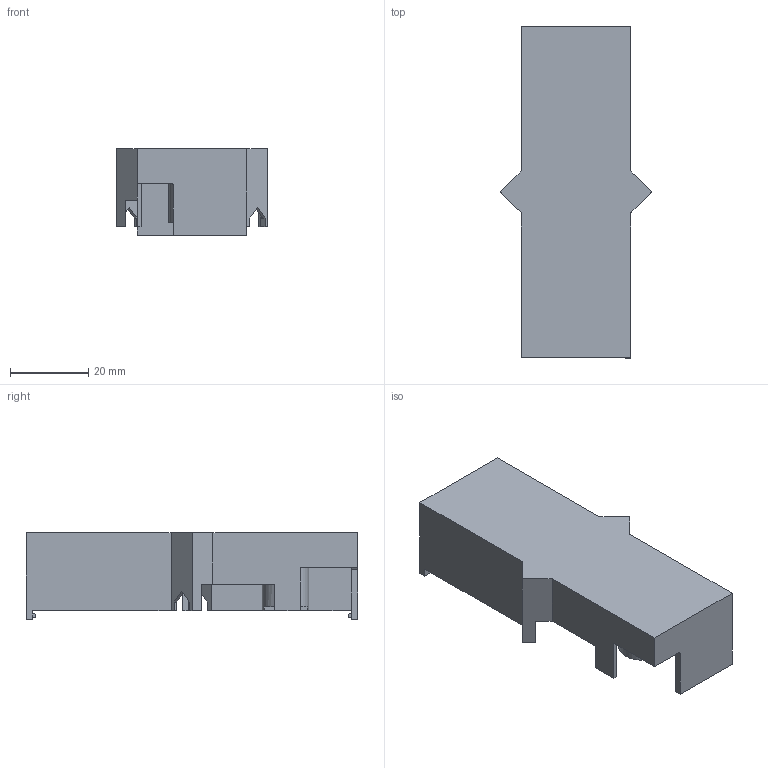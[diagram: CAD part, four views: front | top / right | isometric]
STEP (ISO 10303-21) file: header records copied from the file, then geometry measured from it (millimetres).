
FILE_DESCRIPTION(/* description */ (''),/* implementation_level */ '2;1');
FILE_NAME(/* name */ 'cover_colon_hour_minute.step',/* time_stamp */ '2018-07-13T10:28:03-05:00',/* author */ (''),/* organization */ (''),/* preprocessor_version */ 'ST-DEVELOPER v17',/* originating_system */ 'Autodesk Translation Framework v7.1.0.215',/* authorisation */ '');
FILE_SCHEMA (('AUTOMOTIVE_DESIGN { 1 0 10303 214 3 1 1 }'));
Length unit declared in the file: millimetre
Products named in the file (1): colon
Bounding box: 38.86 x 85.04 x 22.25 mm (x, y, z)
Volume: 9772.3 mm3; surface area: 15366.8 mm2
Topology: 1 solids, 1 shells, 94 faces, 260 edges, 174 vertices
Faces by surface type: plane 81, cylinder 7, torus 6
Full cylindrical faces by diameter (mm): 10 x2, 12 x2
Entity records: 3106 total; most frequent: CARTESIAN_POINT 637, ORIENTED_EDGE 520, DIRECTION 480, EDGE_CURVE 260, LINE 206, VECTOR 206, VERTEX_POINT 174, AXIS2_PLACEMENT_3D 137
